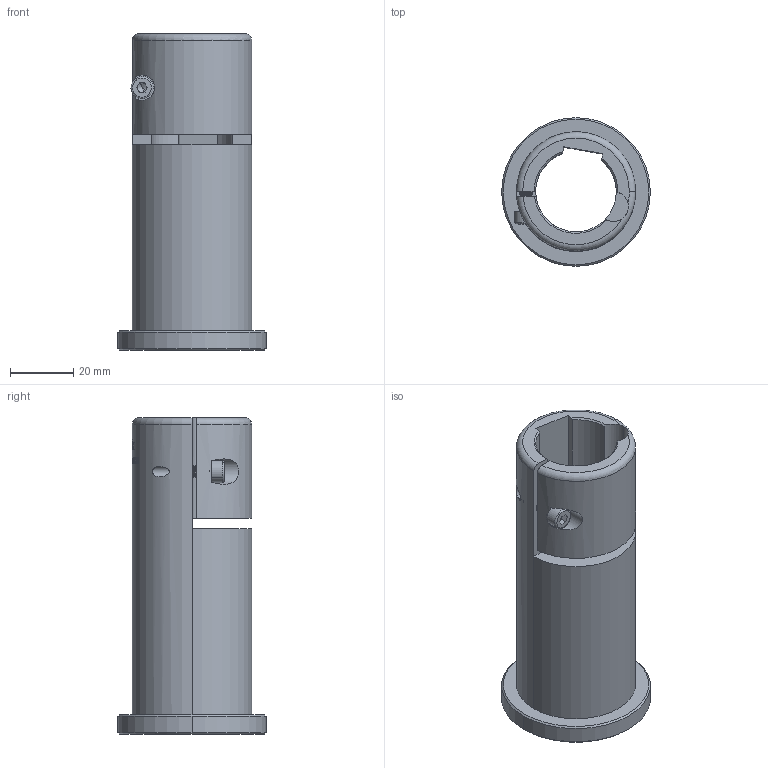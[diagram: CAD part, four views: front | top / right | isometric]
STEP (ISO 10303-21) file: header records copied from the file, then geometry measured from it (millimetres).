
FILE_DESCRIPTION (( 'STEP AP203' ), '1' );
FILE_NAME ('FCRB25-100B.STEP', '2025-07-10T03:05:21', ( '' ), ( '' ), 'SwSTEP 2.0', 'SolidWorks 2020', '' );
FILE_SCHEMA (( 'CONFIG_CONTROL_DESIGN' ));
Products named in the file (1): FCRB25-100B
Bounding box: 47 x 47 x 100 mm (x, y, z)
Volume: 60359 mm3; surface area: 23967.2 mm2
Topology: 2 solids, 2 shells, 569 faces, 1534 edges, 997 vertices
Faces by surface type: bspline 253, cone 119, cylinder 101, plane 94, torus 2
Entity records: 30350 total; most frequent: CARTESIAN_POINT 17987, ORIENTED_EDGE 3064, DIRECTION 1772, EDGE_CURVE 1532, VERTEX_POINT 997, B_SPLINE_CURVE_WITH_KNOTS 808, AXIS2_PLACEMENT_3D 733, EDGE_LOOP 605
